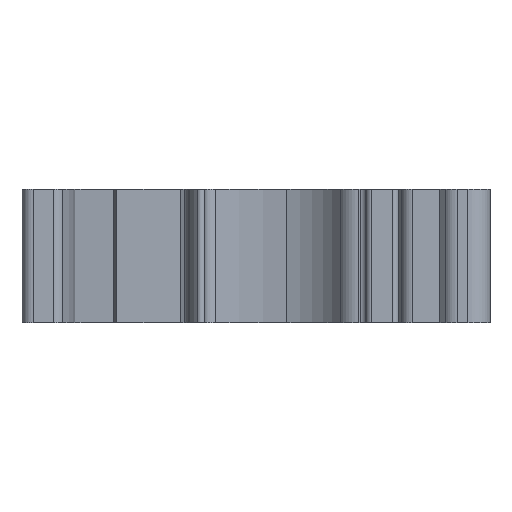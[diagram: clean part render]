
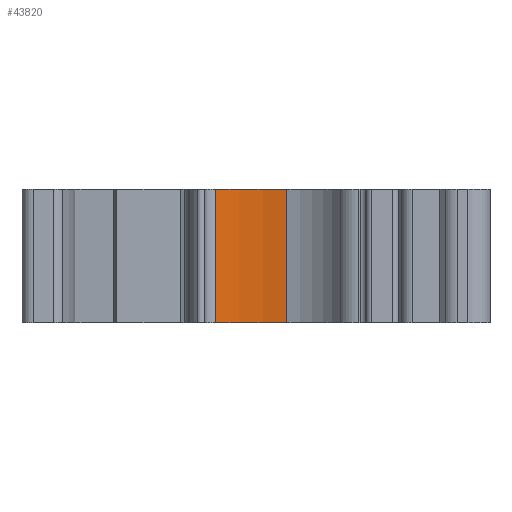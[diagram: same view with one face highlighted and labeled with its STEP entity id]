
A CAD part, front view. The second image highlights one B-rep face of the part: STEP entity #43820.
In plain terms, the highlighted cylindrical face has radius 16.2 mm (diameter 32.4 mm), a partial arc.
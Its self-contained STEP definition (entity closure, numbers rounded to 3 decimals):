
#11580=CARTESIAN_POINT('',(-3.685,-5.582,0.));
#11590=VERTEX_POINT('',#11580);
#11620=CARTESIAN_POINT('',(-0.675,-21.5,0.));
#11630=DIRECTION('',(0.,0.,1.));
#11640=DIRECTION('',(1.,0.,0.));
#11650=AXIS2_PLACEMENT_3D('',#11620,#11630,#11640);
#11660=CIRCLE('',#11650,16.2);
#11670=CARTESIAN_POINT('',(2.786,-5.674,0.));
#11680=VERTEX_POINT('',#11670);
#11690=EDGE_CURVE('',#11680,#11590,#11660,.T.);
#43370=CARTESIAN_POINT('',(-3.685,-5.582,12.1));
#43380=VERTEX_POINT('',#43370);
#43410=CARTESIAN_POINT('',(-3.685,-5.582,0.));
#43420=DIRECTION('',(0.,0.,1.));
#43430=VECTOR('',#43420,1.);
#43440=LINE('',#43410,#43430);
#43450=EDGE_CURVE('',#11590,#43380,#43440,.T.);
#43580=CARTESIAN_POINT('',(-0.675,-21.5,0.));
#43590=DIRECTION('',(0.,0.,1.));
#43600=DIRECTION('',(1.,0.,0.));
#43610=AXIS2_PLACEMENT_3D('',#43580,#43590,#43600);
#43620=CYLINDRICAL_SURFACE('',#43610,16.2);
#43630=ORIENTED_EDGE('',*,*,#43450,.F.);
#43640=CARTESIAN_POINT('',(-0.675,-21.5,12.1));
#43650=DIRECTION('',(0.,0.,1.));
#43660=DIRECTION('',(1.,0.,0.));
#43670=AXIS2_PLACEMENT_3D('',#43640,#43650,#43660);
#43680=CIRCLE('',#43670,16.2);
#43690=CARTESIAN_POINT('',(2.786,-5.674,12.1));
#43700=VERTEX_POINT('',#43690);
#43710=EDGE_CURVE('',#43700,#43380,#43680,.T.);
#43720=ORIENTED_EDGE('',*,*,#43710,.T.);
#43730=CARTESIAN_POINT('',(2.786,-5.674,0.));
#43740=DIRECTION('',(0.,0.,1.));
#43750=VECTOR('',#43740,1.);
#43760=LINE('',#43730,#43750);
#43770=EDGE_CURVE('',#11680,#43700,#43760,.T.);
#43780=ORIENTED_EDGE('',*,*,#43770,.T.);
#43790=ORIENTED_EDGE('',*,*,#11690,.F.);
#43800=EDGE_LOOP('',(#43790,#43780,#43720,#43630));
#43810=FACE_OUTER_BOUND('',#43800,.T.);
#43820=ADVANCED_FACE('',(#43810),#43620,.F.);
